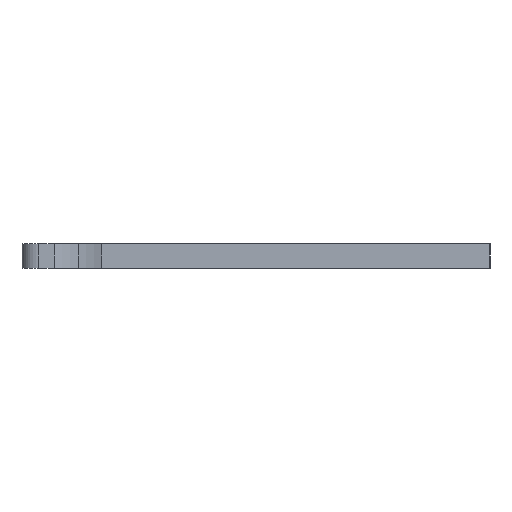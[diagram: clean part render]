
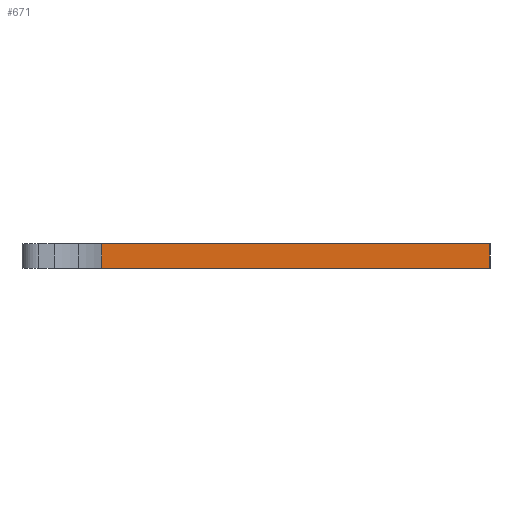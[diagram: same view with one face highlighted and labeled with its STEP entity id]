
A CAD part, left-side view. The second image highlights one B-rep face of the part: STEP entity #671.
In plain terms, the highlighted planar face has unit normal (-1, 0, 0).
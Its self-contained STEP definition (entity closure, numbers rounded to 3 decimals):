
#5 = VECTOR ( 'NONE', #40, 1000. ) ;
#8 = DIRECTION ( 'NONE',  ( 0., 0., -1. ) ) ;
#40 = DIRECTION ( 'NONE',  ( 0., 1., 0. ) ) ;
#48 = ORIENTED_EDGE ( 'NONE', *, *, #193, .T. ) ;
#52 = VERTEX_POINT ( 'NONE', #670 ) ;
#66 = VECTOR ( 'NONE', #466, 1000. ) ;
#79 = ORIENTED_EDGE ( 'NONE', *, *, #118, .T. ) ;
#101 = CARTESIAN_POINT ( 'NONE',  ( 0.125, 0., 0. ) ) ;
#103 = LINE ( 'NONE', #364, #5 ) ;
#118 = EDGE_CURVE ( 'NONE', #552, #52, #103, .T. ) ;
#168 = ORIENTED_EDGE ( 'NONE', *, *, #574, .T. ) ;
#176 = FACE_OUTER_BOUND ( 'NONE', #409, .T. ) ;
#193 = EDGE_CURVE ( 'NONE', #52, #638, #651, .T. ) ;
#235 = PLANE ( 'NONE',  #358 ) ;
#241 = VERTEX_POINT ( 'NONE', #335 ) ;
#254 = VECTOR ( 'NONE', #8, 1000. ) ;
#300 = CARTESIAN_POINT ( 'NONE',  ( 0.125, 47.128, 0. ) ) ;
#335 = CARTESIAN_POINT ( 'NONE',  ( 0.125, 0., 0. ) ) ;
#358 = AXIS2_PLACEMENT_3D ( 'NONE', #438, #750, #626 ) ;
#364 = CARTESIAN_POINT ( 'NONE',  ( 0.125, 56.8, 3. ) ) ;
#366 = LINE ( 'NONE', #101, #505 ) ;
#409 = EDGE_LOOP ( 'NONE', ( #79, #48, #769, #168 ) ) ;
#410 = EDGE_CURVE ( 'NONE', #241, #638, #523, .T. ) ;
#426 = DIRECTION ( 'NONE',  ( 0., 0., 1. ) ) ;
#438 = CARTESIAN_POINT ( 'NONE',  ( 0.125, 56.8, 0. ) ) ;
#466 = DIRECTION ( 'NONE',  ( 0., 1., 0. ) ) ;
#505 = VECTOR ( 'NONE', #426, 1000. ) ;
#523 = LINE ( 'NONE', #775, #66 ) ;
#552 = VERTEX_POINT ( 'NONE', #682 ) ;
#574 = EDGE_CURVE ( 'NONE', #241, #552, #366, .T. ) ;
#626 = DIRECTION ( 'NONE',  ( 0., 1., 0. ) ) ;
#638 = VERTEX_POINT ( 'NONE', #300 ) ;
#651 = LINE ( 'NONE', #773, #254 ) ;
#670 = CARTESIAN_POINT ( 'NONE',  ( 0.125, 47.128, 3. ) ) ;
#671 = ADVANCED_FACE ( 'NONE', ( #176 ), #235, .F. ) ;
#682 = CARTESIAN_POINT ( 'NONE',  ( 0.125, 0., 3. ) ) ;
#750 = DIRECTION ( 'NONE',  ( 1., 0., 0. ) ) ;
#769 = ORIENTED_EDGE ( 'NONE', *, *, #410, .F. ) ;
#773 = CARTESIAN_POINT ( 'NONE',  ( 0.125, 47.128, 0. ) ) ;
#775 = CARTESIAN_POINT ( 'NONE',  ( 0.125, 56.8, 0. ) ) ;
